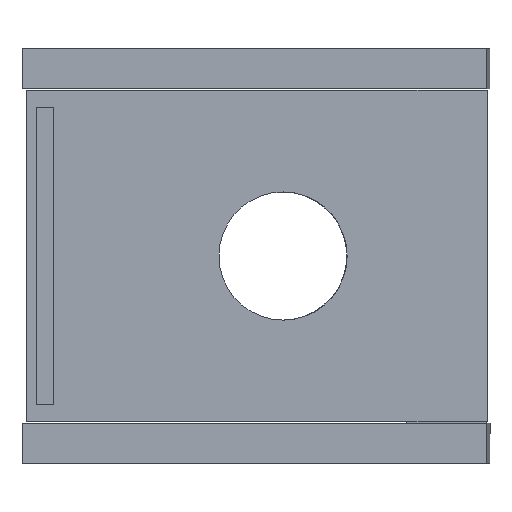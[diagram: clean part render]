
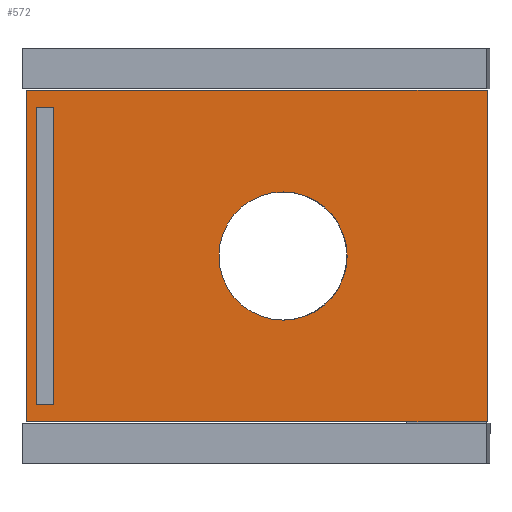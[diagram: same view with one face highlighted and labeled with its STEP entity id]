
A CAD part, left-side view. The second image highlights one B-rep face of the part: STEP entity #572.
In plain terms, the highlighted planar face has unit normal (-1, 0, 0).
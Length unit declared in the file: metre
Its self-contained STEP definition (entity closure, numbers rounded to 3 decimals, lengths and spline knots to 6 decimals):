
#45=LINE('',#854,#117);
#48=LINE('',#860,#120);
#50=LINE('',#864,#122);
#52=LINE('',#868,#124);
#53=LINE('',#870,#125);
#54=LINE('',#873,#126);
#55=LINE('',#875,#127);
#56=LINE('',#877,#128);
#117=VECTOR('',#695,1.);
#120=VECTOR('',#700,1.);
#122=VECTOR('',#704,1.);
#124=VECTOR('',#708,1.);
#125=VECTOR('',#711,1.);
#126=VECTOR('',#712,1.);
#127=VECTOR('',#713,1.);
#128=VECTOR('',#714,1.);
#206=ORIENTED_EDGE('',*,*,#346,.F.);
#207=ORIENTED_EDGE('',*,*,#347,.T.);
#208=ORIENTED_EDGE('',*,*,#348,.T.);
#209=ORIENTED_EDGE('',*,*,#349,.F.);
#210=ORIENTED_EDGE('',*,*,#350,.T.);
#211=ORIENTED_EDGE('',*,*,#338,.T.);
#212=ORIENTED_EDGE('',*,*,#345,.T.);
#213=ORIENTED_EDGE('',*,*,#343,.F.);
#214=ORIENTED_EDGE('',*,*,#341,.F.);
#338=EDGE_CURVE('',#412,#413,#45,.T.);
#341=EDGE_CURVE('',#412,#414,#48,.T.);
#343=EDGE_CURVE('',#414,#415,#50,.T.);
#345=EDGE_CURVE('',#413,#415,#52,.T.);
#346=EDGE_CURVE('',#416,#417,#53,.T.);
#347=EDGE_CURVE('',#416,#418,#54,.T.);
#348=EDGE_CURVE('',#418,#419,#55,.T.);
#349=EDGE_CURVE('',#417,#419,#56,.T.);
#350=EDGE_CURVE('',#420,#420,#454,.T.);
#412=VERTEX_POINT('',#855);
#413=VERTEX_POINT('',#856);
#414=VERTEX_POINT('',#861);
#415=VERTEX_POINT('',#865);
#416=VERTEX_POINT('',#871);
#417=VERTEX_POINT('',#872);
#418=VERTEX_POINT('',#874);
#419=VERTEX_POINT('',#876);
#420=VERTEX_POINT('',#879);
#454=CIRCLE('',#646,0.004064);
#462=EDGE_LOOP('',(#206,#207,#208,#209));
#463=EDGE_LOOP('',(#210));
#464=EDGE_LOOP('',(#211,#212,#213,#214));
#502=FACE_BOUND('',#462,.T.);
#503=FACE_BOUND('',#463,.T.);
#504=FACE_BOUND('',#464,.T.);
#540=PLANE('',#645);
#572=ADVANCED_FACE('',(#502,#503,#504),#540,.F.);
#645=AXIS2_PLACEMENT_3D('',#869,#709,#710);
#646=AXIS2_PLACEMENT_3D('',#878,#715,#716);
#695=DIRECTION('',(0.,-1.,0.));
#700=DIRECTION('',(0.,0.,1.));
#704=DIRECTION('',(0.,-1.,0.));
#708=DIRECTION('',(0.,0.,1.));
#709=DIRECTION('',(1.,0.,0.));
#710=DIRECTION('',(0.,1.,0.));
#711=DIRECTION('',(0.,0.,1.));
#712=DIRECTION('',(0.,1.,0.));
#713=DIRECTION('',(0.,0.,1.));
#714=DIRECTION('',(0.,1.,0.));
#715=DIRECTION('',(1.,0.,0.));
#716=DIRECTION('',(0.,0.,-1.));
#854=CARTESIAN_POINT('',(0.,0.,-0.010516));
#855=CARTESIAN_POINT('',(0.,0.014605,-0.010516));
#856=CARTESIAN_POINT('',(0.,-0.014605,-0.010516));
#860=CARTESIAN_POINT('',(0.,0.014605,0.));
#861=CARTESIAN_POINT('',(0.,0.014605,0.010516));
#864=CARTESIAN_POINT('',(0.,0.,0.010516));
#865=CARTESIAN_POINT('',(0.,-0.014605,0.010516));
#868=CARTESIAN_POINT('',(0.,-0.014605,0.));
#869=CARTESIAN_POINT('',(0.,0.,0.));
#870=CARTESIAN_POINT('',(0.,0.012871,0.));
#871=CARTESIAN_POINT('',(0.,0.012871,-0.009447));
#872=CARTESIAN_POINT('',(0.,0.012871,0.009447));
#873=CARTESIAN_POINT('',(0.,0.013425,-0.009447));
#874=CARTESIAN_POINT('',(0.,0.013979,-0.009447));
#875=CARTESIAN_POINT('',(0.,0.013979,0.));
#876=CARTESIAN_POINT('',(0.,0.013979,0.009447));
#877=CARTESIAN_POINT('',(0.,0.013425,0.009447));
#878=CARTESIAN_POINT('',(0.,-0.001667,0.));
#879=CARTESIAN_POINT('',(0.,-0.001667,-0.004064));
